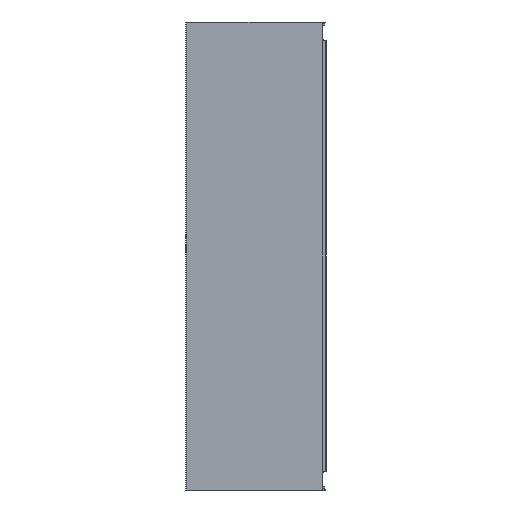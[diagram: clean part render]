
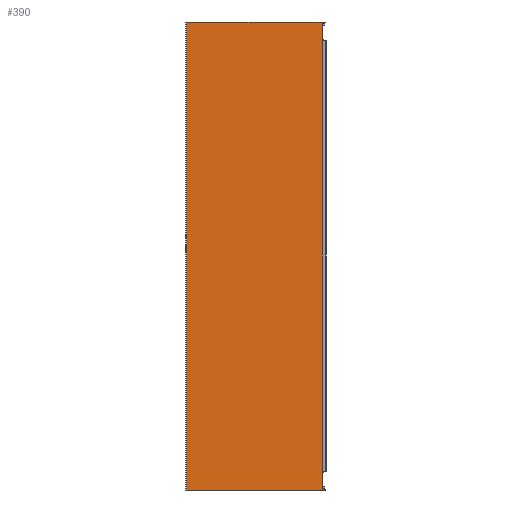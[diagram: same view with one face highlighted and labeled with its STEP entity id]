
A CAD part, front view. The second image highlights one B-rep face of the part: STEP entity #390.
In plain terms, the highlighted planar face has unit normal (0, -1, 0).
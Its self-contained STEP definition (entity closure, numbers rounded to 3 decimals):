
#390=ADVANCED_FACE('',(#862),#863,.T.);
#862=FACE_OUTER_BOUND('',#1415,.T.);
#863=PLANE('',#1416);
#1415=EDGE_LOOP('',(#3055,#3056,#3057,#3058,#3059,#3060,#3061,#3062));
#1416=AXIS2_PLACEMENT_3D('',#3063,#3064,#3065);
#3055=ORIENTED_EDGE('',*,*,#5244,.F.);
#3056=ORIENTED_EDGE('',*,*,#5242,.F.);
#3057=ORIENTED_EDGE('',*,*,#5479,.F.);
#3058=ORIENTED_EDGE('',*,*,#5481,.T.);
#3059=ORIENTED_EDGE('',*,*,#5482,.F.);
#3060=ORIENTED_EDGE('',*,*,#5483,.F.);
#3061=ORIENTED_EDGE('',*,*,#5457,.T.);
#3062=ORIENTED_EDGE('',*,*,#5231,.T.);
#3063=CARTESIAN_POINT('',(-4.51,-15.663,-277.0));
#3064=DIRECTION('',(0.,-1.0,0.));
#3065=DIRECTION('',(1.0,0.,0.));
#5231=EDGE_CURVE('',#7345,#7343,#7346,.T.);
#5242=EDGE_CURVE('',#7361,#7354,#7363,.T.);
#5244=EDGE_CURVE('',#7354,#7343,#7365,.T.);
#5457=EDGE_CURVE('',#7710,#7345,#7711,.T.);
#5479=EDGE_CURVE('',#7738,#7361,#7740,.T.);
#5481=EDGE_CURVE('',#7738,#7742,#7743,.T.);
#5482=EDGE_CURVE('',#7744,#7742,#7745,.T.);
#5483=EDGE_CURVE('',#7710,#7744,#7746,.T.);
#7343=VERTEX_POINT('',#12739);
#7345=VERTEX_POINT('',#12741);
#7346=LINE('',#12742,#12743);
#7354=VERTEX_POINT('',#12753);
#7361=VERTEX_POINT('',#12762);
#7363=LINE('',#12764,#12765);
#7365=LINE('',#12767,#12768);
#7710=VERTEX_POINT('',#13225);
#7711=LINE('',#13226,#13227);
#7738=VERTEX_POINT('',#13263);
#7740=LINE('',#13265,#13266);
#7742=VERTEX_POINT('',#13268);
#7743=LINE('',#13269,#13270);
#7744=VERTEX_POINT('',#13271);
#7745=LINE('',#13272,#13273);
#7746=LINE('',#13274,#13275);
#12739=CARTESIAN_POINT('',(-179.,-15.663,-276.));
#12741=CARTESIAN_POINT('',(-2.15,-15.663,-276.));
#12742=CARTESIAN_POINT('',(-2.15,-15.663,-276.));
#12743=VECTOR('',#15777,1000.0);
#12753=CARTESIAN_POINT('',(-179.,-15.663,-876.0));
#12762=CARTESIAN_POINT('',(-2.15,-15.663,-876.0));
#12764=CARTESIAN_POINT('',(-2.15,-15.663,-876.0));
#12765=VECTOR('',#15797,1000.0);
#12767=CARTESIAN_POINT('',(-179.,-15.663,-277.));
#12768=VECTOR('',#15798,1000.0);
#13225=CARTESIAN_POINT('',(-2.15,-15.663,-277.));
#13226=CARTESIAN_POINT('',(-2.15,-15.663,-277.));
#13227=VECTOR('',#16106,1000.0);
#13263=CARTESIAN_POINT('',(-2.15,-15.663,-875.0));
#13265=CARTESIAN_POINT('',(-2.15,-15.663,-875.0));
#13266=VECTOR('',#16131,1000.0);
#13268=CARTESIAN_POINT('',(-4.51,-15.663,-875.0));
#13269=CARTESIAN_POINT('',(-2.15,-15.663,-875.0));
#13270=VECTOR('',#16132,1000.0);
#13271=CARTESIAN_POINT('',(-4.51,-15.663,-277.0));
#13272=CARTESIAN_POINT('',(-4.51,-15.663,-277.0));
#13273=VECTOR('',#16133,1000.0);
#13274=CARTESIAN_POINT('',(-2.15,-15.663,-277.));
#13275=VECTOR('',#16134,1000.0);
#15777=DIRECTION('',(-1.0,0.,0.));
#15797=DIRECTION('',(-1.0,0.,0.));
#15798=DIRECTION('',(0.,0.,1.0));
#16106=DIRECTION('',(0.,0.,1.0));
#16131=DIRECTION('',(0.,0.,-1.0));
#16132=DIRECTION('',(-1.0,0.,0.));
#16133=DIRECTION('',(0.,0.,-1.0));
#16134=DIRECTION('',(-1.0,0.,0.));
